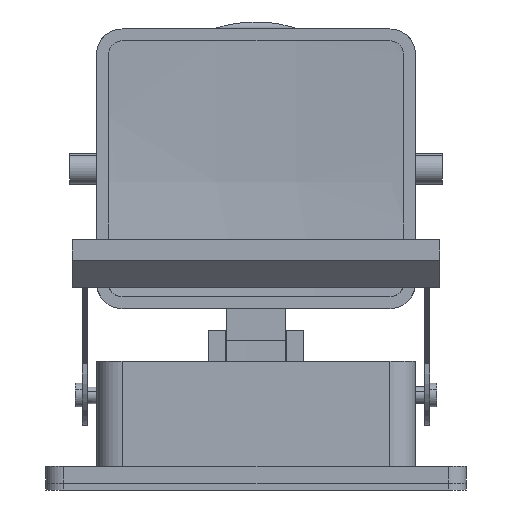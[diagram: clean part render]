
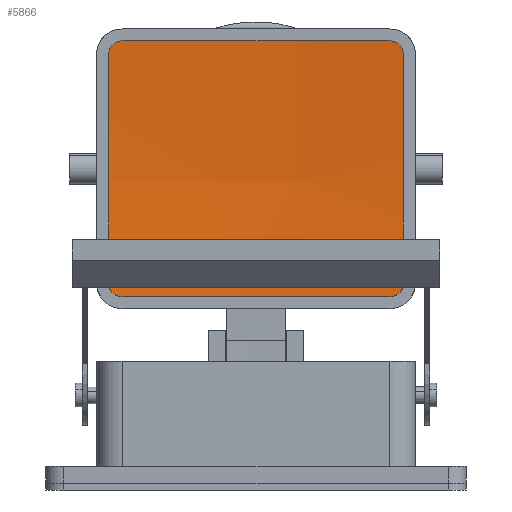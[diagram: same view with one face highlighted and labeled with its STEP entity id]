
A CAD part, left-side view. The second image highlights one B-rep face of the part: STEP entity #5866.
In plain terms, the highlighted face is a revolution surface.
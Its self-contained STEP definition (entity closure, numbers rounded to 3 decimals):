
#5007=CARTESIAN_POINT('Control Point',(121.337,101.5,57.)) ;
#5008=CARTESIAN_POINT('Control Point',(123.089,75.206,57.)) ;
#5009=CARTESIAN_POINT('Control Point',(123.089,48.794,57.)) ;
#5010=CARTESIAN_POINT('Control Point',(121.337,22.5,57.)) ;
#5011=CARTESIAN_POINT('Vertex',(121.337,101.5,57.)) ;
#5013=CARTESIAN_POINT('Vertex',(121.337,22.5,57.)) ;
#5590=CARTESIAN_POINT('Control Point',(121.38,105.5,61.)) ;
#5591=CARTESIAN_POINT('Control Point',(121.284,105.5,59.745)) ;
#5592=CARTESIAN_POINT('Control Point',(121.22,105.01,58.488)) ;
#5593=CARTESIAN_POINT('Control Point',(121.208,104.015,57.492)) ;
#5594=CARTESIAN_POINT('Control Point',(121.254,102.756,57.)) ;
#5595=CARTESIAN_POINT('Control Point',(121.337,101.5,57.)) ;
#5596=CARTESIAN_POINT('Vertex',(121.38,105.5,61.)) ;
#5617=CARTESIAN_POINT('Control Point',(121.38,18.5,61.)) ;
#5618=CARTESIAN_POINT('Control Point',(121.284,18.5,59.745)) ;
#5619=CARTESIAN_POINT('Control Point',(121.22,18.99,58.488)) ;
#5620=CARTESIAN_POINT('Control Point',(121.208,19.985,57.492)) ;
#5621=CARTESIAN_POINT('Control Point',(121.254,21.244,57.)) ;
#5622=CARTESIAN_POINT('Control Point',(121.337,22.5,57.)) ;
#5623=CARTESIAN_POINT('Vertex',(121.38,18.5,61.)) ;
#5664=CARTESIAN_POINT('Vertex',(121.38,18.5,128.5)) ;
#5668=CARTESIAN_POINT('Control Point',(121.38,18.5,128.5)) ;
#5669=CARTESIAN_POINT('Control Point',(123.088,18.5,106.043)) ;
#5670=CARTESIAN_POINT('Control Point',(123.088,18.5,83.457)) ;
#5671=CARTESIAN_POINT('Control Point',(121.38,18.5,61.)) ;
#5699=CARTESIAN_POINT('Vertex',(121.337,22.5,132.5)) ;
#5703=CARTESIAN_POINT('Control Point',(121.337,22.5,132.5)) ;
#5704=CARTESIAN_POINT('Control Point',(121.254,21.244,132.5)) ;
#5705=CARTESIAN_POINT('Control Point',(121.208,19.985,132.008)) ;
#5706=CARTESIAN_POINT('Control Point',(121.22,18.99,131.012)) ;
#5707=CARTESIAN_POINT('Control Point',(121.284,18.5,129.755)) ;
#5708=CARTESIAN_POINT('Control Point',(121.38,18.5,128.5)) ;
#5794=CARTESIAN_POINT('Control Point',(121.38,105.5,61.)) ;
#5795=CARTESIAN_POINT('Control Point',(123.088,105.5,83.457)) ;
#5796=CARTESIAN_POINT('Control Point',(123.088,105.5,106.043)) ;
#5797=CARTESIAN_POINT('Control Point',(121.38,105.5,128.5)) ;
#5798=CARTESIAN_POINT('Vertex',(121.38,105.5,128.5)) ;
#5814=CARTESIAN_POINT('Control Point',(122.64,105.79,94.75)) ;
#5815=CARTESIAN_POINT('Control Point',(124.786,76.649,94.75)) ;
#5816=CARTESIAN_POINT('Control Point',(124.786,47.351,94.75)) ;
#5817=CARTESIAN_POINT('Control Point',(122.64,18.21,94.75)) ;
#5818=CARTESIAN_POINT('Axis1P Location',(-322.25,62.,94.75)) ;
#5823=CARTESIAN_POINT('Control Point',(122.532,50.09,132.5)) ;
#5824=CARTESIAN_POINT('Control Point',(122.691,58.029,132.5)) ;
#5825=CARTESIAN_POINT('Control Point',(122.691,65.971,132.5)) ;
#5826=CARTESIAN_POINT('Control Point',(122.532,73.91,132.5)) ;
#5827=CARTESIAN_POINT('Vertex',(122.532,50.09,132.5)) ;
#5829=CARTESIAN_POINT('Vertex',(122.532,73.91,132.5)) ;
#5833=CARTESIAN_POINT('Control Point',(122.532,73.91,132.5)) ;
#5834=CARTESIAN_POINT('Control Point',(122.348,83.114,132.5)) ;
#5835=CARTESIAN_POINT('Control Point',(121.949,92.314,132.5)) ;
#5836=CARTESIAN_POINT('Control Point',(121.337,101.5,132.5)) ;
#5837=CARTESIAN_POINT('Vertex',(121.337,101.5,132.5)) ;
#5841=CARTESIAN_POINT('Control Point',(121.38,105.5,128.5)) ;
#5842=CARTESIAN_POINT('Control Point',(121.284,105.5,129.755)) ;
#5843=CARTESIAN_POINT('Control Point',(121.22,105.01,131.012)) ;
#5844=CARTESIAN_POINT('Control Point',(121.208,104.015,132.008)) ;
#5845=CARTESIAN_POINT('Control Point',(121.254,102.756,132.5)) ;
#5846=CARTESIAN_POINT('Control Point',(121.337,101.5,132.5)) ;
#5849=CARTESIAN_POINT('Control Point',(121.337,22.5,132.5)) ;
#5850=CARTESIAN_POINT('Control Point',(121.949,31.686,132.5)) ;
#5851=CARTESIAN_POINT('Control Point',(122.348,40.886,132.5)) ;
#5852=CARTESIAN_POINT('Control Point',(122.532,50.09,132.5)) ;
#5819=DIRECTION('Axis1P Direction',(0.,1.,0.)) ;
#5820=AXIS1_PLACEMENT('Revolution Surface Axis1P',#5818,#5819) ;
#5855=ORIENTED_EDGE('',*,*,#5831,.T.) ;
#5856=ORIENTED_EDGE('',*,*,#5839,.T.) ;
#5857=ORIENTED_EDGE('',*,*,#5847,.F.) ;
#5858=ORIENTED_EDGE('',*,*,#5800,.F.) ;
#5859=ORIENTED_EDGE('',*,*,#5598,.T.) ;
#5860=ORIENTED_EDGE('',*,*,#5015,.T.) ;
#5861=ORIENTED_EDGE('',*,*,#5625,.F.) ;
#5862=ORIENTED_EDGE('',*,*,#5672,.F.) ;
#5863=ORIENTED_EDGE('',*,*,#5709,.F.) ;
#5864=ORIENTED_EDGE('',*,*,#5853,.T.) ;
#5866=ADVANCED_FACE('Hauptk\X2\00F6\X0\rper',(#5865),#5821,.T.) ;
#5006=B_SPLINE_CURVE_WITH_KNOTS('',3,(#5007,#5008,#5009,#5010),.UNSPECIFIED.,.F.,.U.,(4,4),(0.,112.134),.UNSPECIFIED.) ;
#5589=B_SPLINE_CURVE_WITH_KNOTS('',5,(#5590,#5591,#5592,#5593,#5594,#5595),.UNSPECIFIED.,.F.,.U.,(6,6),(0.,13.381),.UNSPECIFIED.) ;
#5616=B_SPLINE_CURVE_WITH_KNOTS('',5,(#5617,#5618,#5619,#5620,#5621,#5622),.UNSPECIFIED.,.F.,.U.,(6,6),(0.,13.381),.UNSPECIFIED.) ;
#5667=B_SPLINE_CURVE_WITH_KNOTS('',3,(#5668,#5669,#5670,#5671),.UNSPECIFIED.,.F.,.U.,(4,4),(0.,96.),.UNSPECIFIED.) ;
#5702=B_SPLINE_CURVE_WITH_KNOTS('',5,(#5703,#5704,#5705,#5706,#5707,#5708),.UNSPECIFIED.,.F.,.U.,(6,6),(0.,13.381),.UNSPECIFIED.) ;
#5793=B_SPLINE_CURVE_WITH_KNOTS('',3,(#5794,#5795,#5796,#5797),.UNSPECIFIED.,.F.,.U.,(4,4),(0.,96.),.UNSPECIFIED.) ;
#5813=B_SPLINE_CURVE_WITH_KNOTS('',3,(#5814,#5815,#5816,#5817),.UNSPECIFIED.,.F.,.U.,(4,4),(898.391,986.565),.UNSPECIFIED.) ;
#5822=B_SPLINE_CURVE_WITH_KNOTS('',3,(#5823,#5824,#5825,#5826),.UNSPECIFIED.,.F.,.U.,(4,4),(2.965,36.753),.UNSPECIFIED.) ;
#5832=B_SPLINE_CURVE_WITH_KNOTS('',3,(#5833,#5834,#5835,#5836),.UNSPECIFIED.,.F.,.U.,(4,4),(72.96,112.133),.UNSPECIFIED.) ;
#5840=B_SPLINE_CURVE_WITH_KNOTS('',5,(#5841,#5842,#5843,#5844,#5845,#5846),.UNSPECIFIED.,.F.,.U.,(6,6),(0.,13.381),.UNSPECIFIED.) ;
#5848=B_SPLINE_CURVE_WITH_KNOTS('',3,(#5849,#5850,#5851,#5852),.UNSPECIFIED.,.F.,.U.,(4,4),(0.,39.173),.UNSPECIFIED.) ;
#5015=EDGE_CURVE('',#5012,#5014,#5006,.T.) ;
#5598=EDGE_CURVE('',#5597,#5012,#5589,.T.) ;
#5625=EDGE_CURVE('',#5624,#5014,#5616,.T.) ;
#5672=EDGE_CURVE('',#5665,#5624,#5667,.T.) ;
#5709=EDGE_CURVE('',#5700,#5665,#5702,.T.) ;
#5800=EDGE_CURVE('',#5597,#5799,#5793,.T.) ;
#5831=EDGE_CURVE('',#5828,#5830,#5822,.T.) ;
#5839=EDGE_CURVE('',#5830,#5838,#5832,.T.) ;
#5847=EDGE_CURVE('',#5799,#5838,#5840,.T.) ;
#5853=EDGE_CURVE('',#5700,#5828,#5848,.T.) ;
#5854=EDGE_LOOP('',(#5855,#5856,#5857,#5858,#5859,#5860,#5861,#5862,#5863,#5864)) ;
#5865=FACE_OUTER_BOUND('',#5854,.T.) ;
#5821=SURFACE_OF_REVOLUTION('Surface of Revolution',#5813,#5820) ;
#5012=VERTEX_POINT('',#5011) ;
#5014=VERTEX_POINT('',#5013) ;
#5597=VERTEX_POINT('',#5596) ;
#5624=VERTEX_POINT('',#5623) ;
#5665=VERTEX_POINT('',#5664) ;
#5700=VERTEX_POINT('',#5699) ;
#5799=VERTEX_POINT('',#5798) ;
#5828=VERTEX_POINT('',#5827) ;
#5830=VERTEX_POINT('',#5829) ;
#5838=VERTEX_POINT('',#5837) ;
